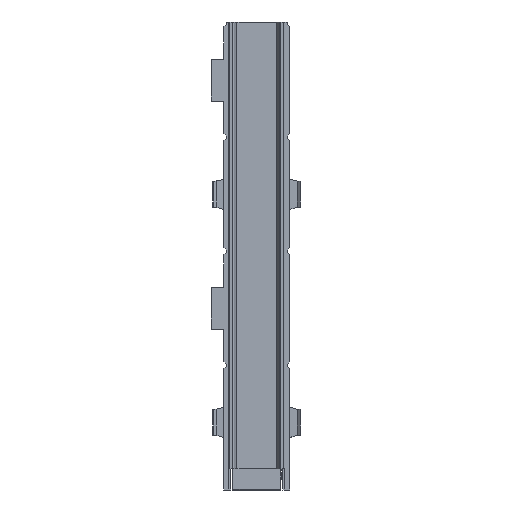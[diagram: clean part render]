
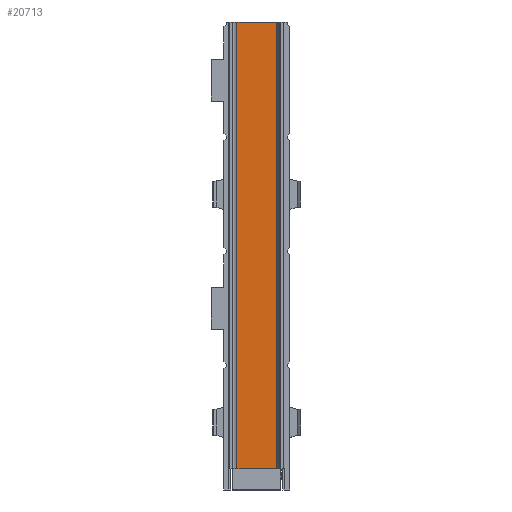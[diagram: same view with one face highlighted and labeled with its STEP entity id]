
A CAD part, front view. The second image highlights one B-rep face of the part: STEP entity #20713.
In plain terms, the highlighted planar face has unit normal (0, -1, 0).
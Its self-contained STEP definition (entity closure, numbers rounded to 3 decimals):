
#1570 = CARTESIAN_POINT ( 'NONE',  ( 8.413, 2.8, -189.5 ) ) ;
#2124 = VECTOR ( 'NONE', #9275, 1000. ) ;
#2656 = VECTOR ( 'NONE', #5921, 1000. ) ;
#3178 = AXIS2_PLACEMENT_3D ( 'NONE', #12473, #25439, #3988 ) ;
#3988 = DIRECTION ( 'NONE',  ( 0., 0., 1. ) ) ;
#5772 = PLANE ( 'NONE',  #3178 ) ;
#5921 = DIRECTION ( 'NONE',  ( 0., 0., 1. ) ) ;
#6256 = VERTEX_POINT ( 'NONE', #9056 ) ;
#6523 = LINE ( 'NONE', #7012, #2124 ) ;
#6828 = FACE_OUTER_BOUND ( 'NONE', #9007, .T. ) ;
#7012 = CARTESIAN_POINT ( 'NONE',  ( -8.413, 2.8, 0.5 ) ) ;
#7484 = EDGE_CURVE ( 'NONE', #24049, #6256, #17501, .T. ) ;
#8169 = EDGE_CURVE ( 'NONE', #17701, #11019, #23846, .T. ) ;
#9007 = EDGE_LOOP ( 'NONE', ( #20013, #9456, #27063, #21402 ) ) ;
#9056 = CARTESIAN_POINT ( 'NONE',  ( -8.413, 2.8, 0.5 ) ) ;
#9275 = DIRECTION ( 'NONE',  ( 1., 0., 0. ) ) ;
#9456 = ORIENTED_EDGE ( 'NONE', *, *, #7484, .F. ) ;
#11019 = VERTEX_POINT ( 'NONE', #19280 ) ;
#11288 = LINE ( 'NONE', #22138, #15600 ) ;
#12473 = CARTESIAN_POINT ( 'NONE',  ( -8.413, 2.8, -189.5 ) ) ;
#13458 = VECTOR ( 'NONE', #19084, 1000. ) ;
#13670 = DIRECTION ( 'NONE',  ( 1., 0., 0. ) ) ;
#14751 = CARTESIAN_POINT ( 'NONE',  ( -8.413, 2.8, -189.5 ) ) ;
#15600 = VECTOR ( 'NONE', #13670, 1000. ) ;
#17501 = LINE ( 'NONE', #14751, #13458 ) ;
#17701 = VERTEX_POINT ( 'NONE', #23350 ) ;
#19084 = DIRECTION ( 'NONE',  ( 0., 0., 1. ) ) ;
#19280 = CARTESIAN_POINT ( 'NONE',  ( 8.413, 2.8, 0.5 ) ) ;
#20013 = ORIENTED_EDGE ( 'NONE', *, *, #23367, .F. ) ;
#20713 = ADVANCED_FACE ( 'NONE', ( #6828 ), #5772, .T. ) ;
#21402 = ORIENTED_EDGE ( 'NONE', *, *, #8169, .T. ) ;
#21512 = CARTESIAN_POINT ( 'NONE',  ( -8.413, 2.8, -189.5 ) ) ;
#22138 = CARTESIAN_POINT ( 'NONE',  ( -8.413, 2.8, -189.5 ) ) ;
#23350 = CARTESIAN_POINT ( 'NONE',  ( 8.413, 2.8, -189.5 ) ) ;
#23367 = EDGE_CURVE ( 'NONE', #6256, #11019, #6523, .T. ) ;
#23846 = LINE ( 'NONE', #1570, #2656 ) ;
#24049 = VERTEX_POINT ( 'NONE', #21512 ) ;
#24187 = EDGE_CURVE ( 'NONE', #24049, #17701, #11288, .T. ) ;
#25439 = DIRECTION ( 'NONE',  ( 0., -1., 0. ) ) ;
#27063 = ORIENTED_EDGE ( 'NONE', *, *, #24187, .T. ) ;
